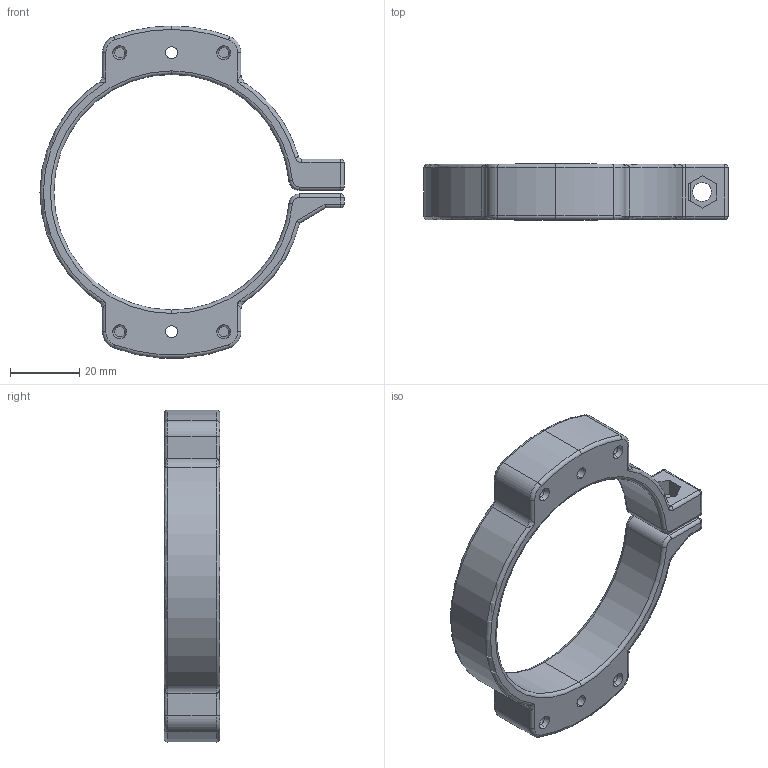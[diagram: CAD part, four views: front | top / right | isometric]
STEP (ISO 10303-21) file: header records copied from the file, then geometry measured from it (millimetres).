
FILE_DESCRIPTION (( 'STEP AP214' ), '1' );
FILE_NAME ('Schlieren_base.STEP', '2023-06-01T10:51:03', ( '' ), ( '' ), 'SwSTEP 2.0', 'SolidWorks 2022', '' );
FILE_SCHEMA (( 'AUTOMOTIVE_DESIGN' ));
Length unit declared in the file: millimetre
Products named in the file (1): Schlieren_base
Bounding box: 87.73 x 16 x 95.79 mm (x, y, z)
Volume: 28452.9 mm3; surface area: 13117.3 mm2
Topology: 1 solids, 1 shells, 166 faces, 387 edges, 214 vertices
Faces by surface type: cylinder 64, plane 42, torus 36, cone 8, sphere 8, bspline 8
Entity records: 5057 total; most frequent: CARTESIAN_POINT 1284, DIRECTION 847, ORIENTED_EDGE 742, EDGE_CURVE 371, AXIS2_PLACEMENT_3D 339, VERTEX_POINT 214, EDGE_LOOP 181, CIRCLE 180
